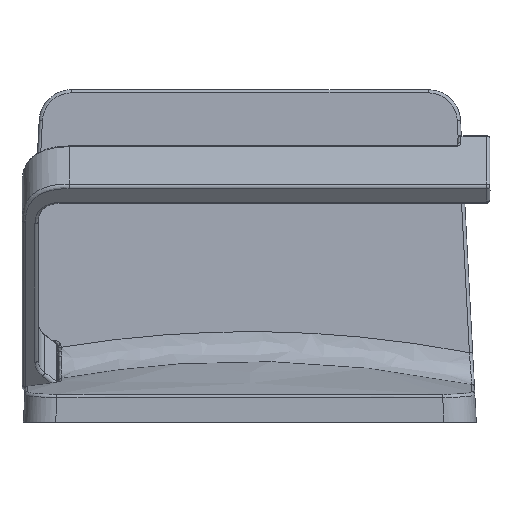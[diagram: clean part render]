
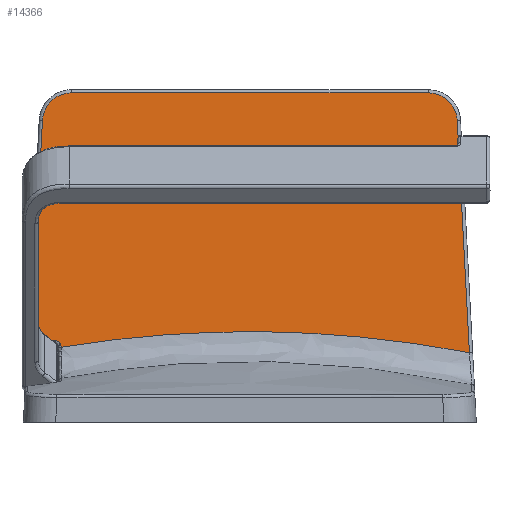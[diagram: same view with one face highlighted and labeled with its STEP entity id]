
A CAD part, front view. The second image highlights one B-rep face of the part: STEP entity #14366.
In plain terms, the highlighted face is planar.
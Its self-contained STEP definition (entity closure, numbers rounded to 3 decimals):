
#199 = CARTESIAN_POINT ( 'NONE',  ( 1064.257, -90.508, -4.855 ) ) ;
#338 = CARTESIAN_POINT ( 'NONE',  ( 966.336, -23.507, -7.363 ) ) ;
#546 = CARTESIAN_POINT ( 'NONE',  ( 941.662, -20.245, -7.485 ) ) ;
#753 = B_SPLINE_CURVE_WITH_KNOTS ( 'NONE', 3,
 ( #12182, #12345, #12266, #16369, #7253, #5790, #5621, #13794, #10876, #16290 ),
 .UNSPECIFIED., .F., .F.,
 ( 4, 1, 1, 1, 1, 1, 1, 4 ),
 ( 0., 0.143, 0.286, 0.429, 0.571, 0.714, 0.857, 1. ),
 .UNSPECIFIED. ) ;
#806 = EDGE_CURVE ( 'NONE', #12294, #9636, #4105, .T. ) ;
#908 = DIRECTION ( 'NONE',  ( 0., 0.999, -0.037 ) ) ;
#961 = CARTESIAN_POINT ( 'NONE',  ( 1060.762, -97.256, -4.603 ) ) ;
#1012 = CARTESIAN_POINT ( 'NONE',  ( 935.743, -90.508, -4.855 ) ) ;
#1125 = EDGE_CURVE ( 'NONE', #3645, #12294, #5696, .T. ) ;
#1535 = CARTESIAN_POINT ( 'NONE',  ( 1064.08, -19.288, -7.521 ) ) ;
#1788 = CARTESIAN_POINT ( 'NONE',  ( 941.662, -20.245, -7.485 ) ) ;
#1987 = CARTESIAN_POINT ( 'NONE',  ( 1064.223, -91.166, -4.831 ) ) ;
#2034 = CARTESIAN_POINT ( 'NONE',  ( 941.662, -20.245, -7.485 ) ) ;
#2164 = CARTESIAN_POINT ( 'NONE',  ( 1059.08, -98.27, -4.565 ) ) ;
#2271 = CARTESIAN_POINT ( 'NONE',  ( 941.356, -21.114, -7.453 ) ) ;
#2634 = ORIENTED_EDGE ( 'NONE', *, *, #15815, .F. ) ;
#2984 = CARTESIAN_POINT ( 'NONE',  ( 1056.281, -20.633, -7.471 ) ) ;
#2996 = ORIENTED_EDGE ( 'NONE', *, *, #1125, .F. ) ;
#3079 = CARTESIAN_POINT ( 'NONE',  ( 1022.601, -24.396, -7.33 ) ) ;
#3159 = CARTESIAN_POINT ( 'NONE',  ( 941.493, -20.866, -7.462 ) ) ;
#3274 = CARTESIAN_POINT ( 'NONE',  ( 1064.015, -92.442, -4.783 ) ) ;
#3478 = PLANE ( 'NONE',  #4950 ) ;
#3645 = VERTEX_POINT ( 'NONE', #16896 ) ;
#3691 = LINE ( 'NONE', #6163, #12519 ) ;
#4105 = B_SPLINE_CURVE_WITH_KNOTS ( 'NONE', 3,
 ( #16338, #13926, #9968, #2164, #961, #15130, #12739, #3274, #1987, #8514 ),
 .UNSPECIFIED., .F., .F.,
 ( 4, 1, 1, 1, 1, 1, 1, 4 ),
 ( 0., 0.143, 0.286, 0.429, 0.571, 0.714, 0.857, 1. ),
 .UNSPECIFIED. ) ;
#4107 = CARTESIAN_POINT ( 'NONE',  ( 946.116, -20.97, -7.458 ) ) ;
#4178 = B_SPLINE_CURVE_WITH_KNOTS ( 'NONE', 3,
 ( #6367, #11542, #7568, #16604, #8701, #6190, #14120, #10068, #14032, #11454, #4651, #2271 ),
 .UNSPECIFIED., .F., .F.,
 ( 4, 1, 1, 2, 2, 2, 4 ),
 ( 0., 0.125, 0.187, 0.219, 0.25, 0.5, 1. ),
 .UNSPECIFIED. ) ;
#4444 = CARTESIAN_POINT ( 'NONE',  ( 1011.373, -24.944, -7.31 ) ) ;
#4651 = CARTESIAN_POINT ( 'NONE',  ( 941.164, -21.462, -7.44 ) ) ;
#4737 = VERTEX_POINT ( 'NONE', #546 ) ;
#4797 = EDGE_CURVE ( 'NONE', #12633, #12704, #4178, .T. ) ;
#4830 = FACE_OUTER_BOUND ( 'NONE', #10608, .T. ) ;
#4863 = VECTOR ( 'NONE', #14729, 1000. ) ;
#4922 = LINE ( 'NONE', #6384, #5946 ) ;
#4950 = AXIS2_PLACEMENT_3D ( 'NONE', #16707, #12682, #908 ) ;
#5010 = DIRECTION ( 'NONE',  ( 0.052, -0.998, 0.037 ) ) ;
#5085 = ORIENTED_EDGE ( 'NONE', *, *, #4797, .T. ) ;
#5355 = ORIENTED_EDGE ( 'NONE', *, *, #9286, .F. ) ;
#5621 = CARTESIAN_POINT ( 'NONE',  ( 940.92, -98.27, -4.565 ) ) ;
#5696 = LINE ( 'NONE', #16107, #4863 ) ;
#5790 = CARTESIAN_POINT ( 'NONE',  ( 939.238, -97.256, -4.603 ) ) ;
#5801 = CARTESIAN_POINT ( 'NONE',  ( 941.595, -20.576, -7.473 ) ) ;
#5946 = VECTOR ( 'NONE', #5010, 1000. ) ;
#5998 = DIRECTION ( 'NONE',  ( 1., 0., 0. ) ) ;
#6055 = CARTESIAN_POINT ( 'NONE',  ( 941.356, -21.114, -7.453 ) ) ;
#6163 = CARTESIAN_POINT ( 'NONE',  ( 1064.257, -90.508, -4.855 ) ) ;
#6190 = CARTESIAN_POINT ( 'NONE',  ( 940.197, -22.144, -7.414 ) ) ;
#6367 = CARTESIAN_POINT ( 'NONE',  ( 939.813, -22.2, -7.412 ) ) ;
#6384 = CARTESIAN_POINT ( 'NONE',  ( 932.163, -22.2, -7.412 ) ) ;
#7193 = ORIENTED_EDGE ( 'NONE', *, *, #806, .F. ) ;
#7253 = CARTESIAN_POINT ( 'NONE',  ( 937.811, -95.903, -4.653 ) ) ;
#7568 = CARTESIAN_POINT ( 'NONE',  ( 939.99, -22.191, -7.413 ) ) ;
#7669 = CARTESIAN_POINT ( 'NONE',  ( 932.163, -22.2, -7.412 ) ) ;
#8056 = CARTESIAN_POINT ( 'NONE',  ( 941.356, -21.114, -7.453 ) ) ;
#8391 = ORIENTED_EDGE ( 'NONE', *, *, #12009, .F. ) ;
#8514 = CARTESIAN_POINT ( 'NONE',  ( 1064.257, -90.508, -4.855 ) ) ;
#8701 = CARTESIAN_POINT ( 'NONE',  ( 940.163, -22.153, -7.414 ) ) ;
#8748 = EDGE_CURVE ( 'NONE', #12704, #4737, #9396, .T. ) ;
#8908 = ORIENTED_EDGE ( 'NONE', *, *, #9930, .T. ) ;
#9286 = EDGE_CURVE ( 'NONE', #16058, #3645, #753, .T. ) ;
#9396 = B_SPLINE_CURVE_WITH_KNOTS ( 'NONE', 3,
 ( #6055, #3159, #5801, #2034 ),
 .UNSPECIFIED., .F., .F.,
 ( 4, 4 ),
 ( 0., 1. ),
 .UNSPECIFIED. ) ;
#9435 = CARTESIAN_POINT ( 'NONE',  ( 988.911, -24.953, -7.309 ) ) ;
#9636 = VERTEX_POINT ( 'NONE', #199 ) ;
#9930 = EDGE_CURVE ( 'NONE', #14547, #12633, #13748, .T. ) ;
#9968 = CARTESIAN_POINT ( 'NONE',  ( 1057.211, -98.897, -4.541 ) ) ;
#10068 = CARTESIAN_POINT ( 'NONE',  ( 940.378, -22.086, -7.417 ) ) ;
#10608 = EDGE_LOOP ( 'NONE', ( #8908, #5085, #12001, #2634, #13219, #7193, #2996, #5355, #8391 ) ) ;
#10876 = CARTESIAN_POINT ( 'NONE',  ( 944.072, -99.037, -4.536 ) ) ;
#11424 = DIRECTION ( 'NONE',  ( 0.052, 0.998, -0.037 ) ) ;
#11454 = CARTESIAN_POINT ( 'NONE',  ( 940.923, -21.738, -7.43 ) ) ;
#11542 = CARTESIAN_POINT ( 'NONE',  ( 939.884, -22.199, -7.412 ) ) ;
#11647 = VECTOR ( 'NONE', #5998, 1000. ) ;
#11702 = CARTESIAN_POINT ( 'NONE',  ( 1055.27, -99.037, -4.536 ) ) ;
#11877 = B_SPLINE_CURVE_WITH_KNOTS ( 'NONE', 3,
 ( #16220, #1535, #2984, #16047, #14840, #3079, #4444, #13388, #9435, #15963, #338, #13555, #4107, #1788 ),
 .UNSPECIFIED., .F., .F.,
 ( 4, 1, 1, 1, 1, 1, 1, 1, 1, 1, 1, 4 ),
 ( 0., 0.091, 0.182, 0.273, 0.364, 0.455, 0.545, 0.636, 0.727, 0.818, 0.909, 1. ),
 .UNSPECIFIED. ) ;
#12001 = ORIENTED_EDGE ( 'NONE', *, *, #8748, .T. ) ;
#12009 = EDGE_CURVE ( 'NONE', #14547, #16058, #4922, .T. ) ;
#12182 = CARTESIAN_POINT ( 'NONE',  ( 935.743, -90.508, -4.855 ) ) ;
#12266 = CARTESIAN_POINT ( 'NONE',  ( 935.985, -92.442, -4.783 ) ) ;
#12294 = VERTEX_POINT ( 'NONE', #11702 ) ;
#12345 = CARTESIAN_POINT ( 'NONE',  ( 935.777, -91.166, -4.831 ) ) ;
#12519 = VECTOR ( 'NONE', #11424, 1000. ) ;
#12633 = VERTEX_POINT ( 'NONE', #12892 ) ;
#12664 = EDGE_CURVE ( 'NONE', #9636, #15639, #3691, .T. ) ;
#12682 = DIRECTION ( 'NONE',  ( 0., -0.037, -0.999 ) ) ;
#12704 = VERTEX_POINT ( 'NONE', #8056 ) ;
#12739 = CARTESIAN_POINT ( 'NONE',  ( 1063.29, -94.276, -4.714 ) ) ;
#12892 = CARTESIAN_POINT ( 'NONE',  ( 939.813, -22.2, -7.412 ) ) ;
#13219 = ORIENTED_EDGE ( 'NONE', *, *, #12664, .F. ) ;
#13388 = CARTESIAN_POINT ( 'NONE',  ( 1000.126, -25.13, -7.303 ) ) ;
#13555 = CARTESIAN_POINT ( 'NONE',  ( 954.717, -22.213, -7.412 ) ) ;
#13748 = LINE ( 'NONE', #15210, #11647 ) ;
#13794 = CARTESIAN_POINT ( 'NONE',  ( 942.789, -98.897, -4.541 ) ) ;
#13926 = CARTESIAN_POINT ( 'NONE',  ( 1055.928, -99.037, -4.536 ) ) ;
#14032 = CARTESIAN_POINT ( 'NONE',  ( 940.517, -22.017, -7.419 ) ) ;
#14120 = CARTESIAN_POINT ( 'NONE',  ( 940.213, -22.139, -7.415 ) ) ;
#14366 = ADVANCED_FACE ( 'NONE', ( #4830 ), #3478, .T. ) ;
#14424 = CARTESIAN_POINT ( 'NONE',  ( 1068.029, -18.547, -7.549 ) ) ;
#14547 = VERTEX_POINT ( 'NONE', #7669 ) ;
#14729 = DIRECTION ( 'NONE',  ( 1., 0., 0. ) ) ;
#14840 = CARTESIAN_POINT ( 'NONE',  ( 1033.775, -23.494, -7.364 ) ) ;
#15130 = CARTESIAN_POINT ( 'NONE',  ( 1062.189, -95.903, -4.653 ) ) ;
#15210 = CARTESIAN_POINT ( 'NONE',  ( 930.653, -22.2, -7.412 ) ) ;
#15639 = VERTEX_POINT ( 'NONE', #14424 ) ;
#15815 = EDGE_CURVE ( 'NONE', #15639, #4737, #11877, .T. ) ;
#15963 = CARTESIAN_POINT ( 'NONE',  ( 977.688, -24.415, -7.329 ) ) ;
#16047 = CARTESIAN_POINT ( 'NONE',  ( 1044.959, -22.244, -7.411 ) ) ;
#16058 = VERTEX_POINT ( 'NONE', #1012 ) ;
#16107 = CARTESIAN_POINT ( 'NONE',  ( 944.73, -99.037, -4.536 ) ) ;
#16220 = CARTESIAN_POINT ( 'NONE',  ( 1068.029, -18.547, -7.549 ) ) ;
#16290 = CARTESIAN_POINT ( 'NONE',  ( 944.73, -99.037, -4.536 ) ) ;
#16338 = CARTESIAN_POINT ( 'NONE',  ( 1055.27, -99.037, -4.536 ) ) ;
#16369 = CARTESIAN_POINT ( 'NONE',  ( 936.71, -94.276, -4.714 ) ) ;
#16604 = CARTESIAN_POINT ( 'NONE',  ( 940.111, -22.167, -7.414 ) ) ;
#16707 = CARTESIAN_POINT ( 'NONE',  ( 930.653, -99.834, -4.506 ) ) ;
#16896 = CARTESIAN_POINT ( 'NONE',  ( 944.73, -99.037, -4.536 ) ) ;
